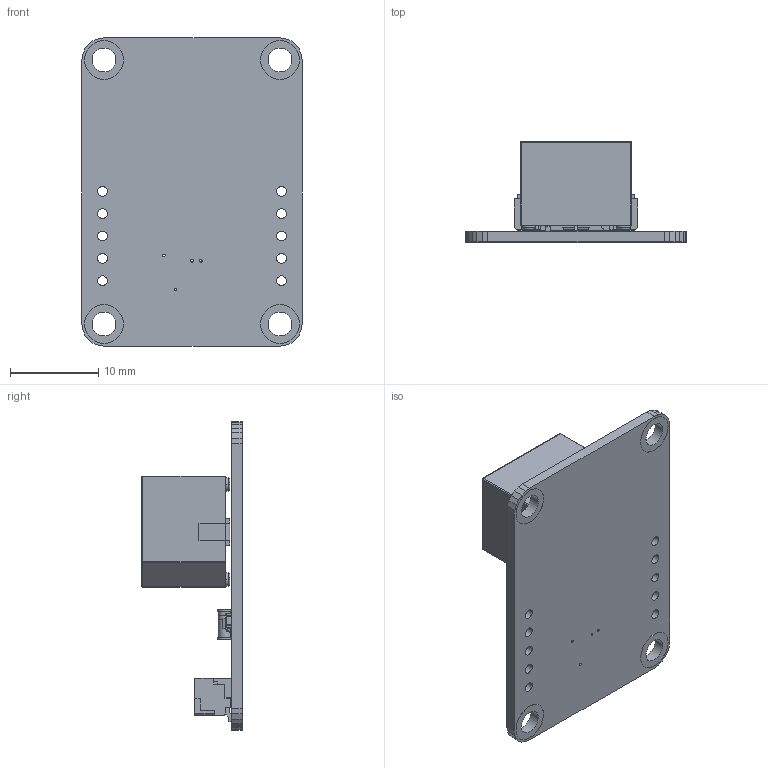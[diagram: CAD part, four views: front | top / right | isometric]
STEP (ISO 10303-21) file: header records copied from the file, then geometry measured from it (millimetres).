
FILE_DESCRIPTION (( 'STEP AP214' ), '1' );
FILE_NAME ('NSE-1143-1.step', '2020-11-24T22:50:31', ( '' ), ( '' ), 'SwSTEP 2.0', 'SolidWorks 2016', '' );
FILE_SCHEMA (( 'AUTOMOTIVE_DESIGN' ));
Length unit declared in the file: millimetre
Products named in the file (8): CON-1012-8; sot23; Assem4^NSE-1143-1; NSE-1143-1; res_0603; asi301q; sod-80; Board_NSE-1143-1
Assembly tree (7 placements, depth 3):
  NSE-1143-1
    Assem4^NSE-1143-1
      Board_NSE-1143-1
      sod-80
      asi301q
      sot23
      res_0603
      CON-1012-8
Bounding box: 25 x 11.41 x 35 mm (x, y, z)
Volume: 2625.7 mm3; surface area: 3309.7 mm2
Topology: 9 solids, 9 shells, 610 faces, 1672 edges, 1087 vertices
Faces by surface type: plane 455, cylinder 110, bspline 37, cone 8
Entity records: 24100 total; most frequent: CARTESIAN_POINT 4567, ORIENTED_EDGE 3322, DIRECTION 2939, EDGE_CURVE 1661, VECTOR 1379, LINE 1379, VERTEX_POINT 1087, AXIS2_PLACEMENT_3D 780
